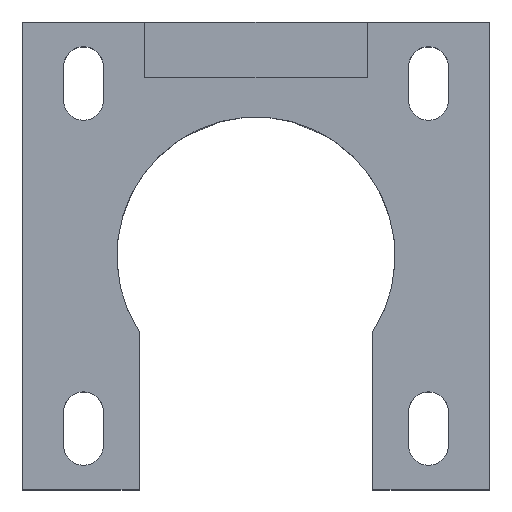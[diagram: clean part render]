
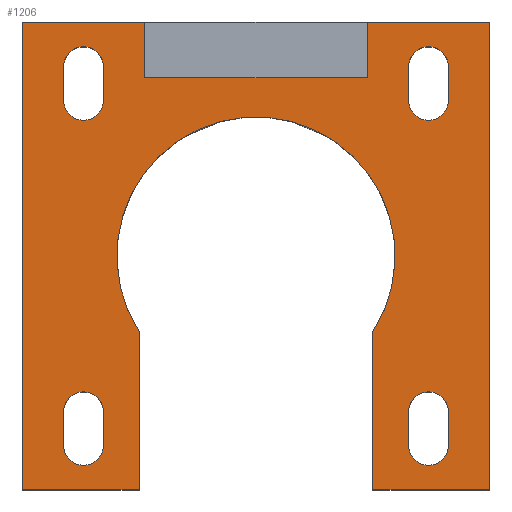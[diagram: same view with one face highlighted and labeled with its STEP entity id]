
A CAD part, top view. The second image highlights one B-rep face of the part: STEP entity #1206.
In plain terms, the highlighted planar face has unit normal (0, 0, 1).
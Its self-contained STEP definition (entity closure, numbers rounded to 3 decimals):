
#23=FACE_BOUND('',#234,.T.);
#24=FACE_BOUND('',#235,.T.);
#25=FACE_BOUND('',#236,.T.);
#26=FACE_BOUND('',#237,.T.);
#76=CIRCLE('',#1286,12.5);
#86=CIRCLE('',#1302,1.8);
#87=CIRCLE('',#1305,1.8);
#88=CIRCLE('',#1308,1.8);
#89=CIRCLE('',#1311,1.8);
#90=CIRCLE('',#1315,1.8);
#91=CIRCLE('',#1318,1.8);
#92=CIRCLE('',#1321,1.8);
#93=CIRCLE('',#1324,1.8);
#161=FACE_OUTER_BOUND('',#233,.T.);
#233=EDGE_LOOP('',(#1076,#1077,#1078,#1079,#1080,#1081,#1082,#1083,#1084,
#1085,#1086,#1087));
#234=EDGE_LOOP('',(#1088,#1089,#1090,#1091));
#235=EDGE_LOOP('',(#1092,#1093,#1094,#1095));
#236=EDGE_LOOP('',(#1096,#1097,#1098,#1099));
#237=EDGE_LOOP('',(#1100,#1101,#1102,#1103));
#238=LINE('',#1663,#362);
#242=LINE('',#1671,#366);
#245=LINE('',#1677,#369);
#304=LINE('',#1973,#428);
#311=LINE('',#1990,#435);
#315=LINE('',#1998,#439);
#320=LINE('',#2007,#444);
#334=LINE('',#2054,#458);
#337=LINE('',#2061,#461);
#340=LINE('',#2070,#464);
#343=LINE('',#2077,#467);
#344=LINE('',#2081,#468);
#348=LINE('',#2090,#472);
#350=LINE('',#2097,#474);
#354=LINE('',#2106,#478);
#356=LINE('',#2112,#480);
#358=LINE('',#2115,#482);
#359=LINE('',#2117,#483);
#361=LINE('',#2120,#485);
#362=VECTOR('',#1333,10.);
#366=VECTOR('',#1339,10.);
#369=VECTOR('',#1344,10.);
#428=VECTOR('',#1511,10.);
#435=VECTOR('',#1528,10.);
#439=VECTOR('',#1536,10.);
#444=VECTOR('',#1543,10.);
#458=VECTOR('',#1581,10.);
#461=VECTOR('',#1590,10.);
#464=VECTOR('',#1599,10.);
#467=VECTOR('',#1608,10.);
#468=VECTOR('',#1611,10.);
#472=VECTOR('',#1621,10.);
#474=VECTOR('',#1629,10.);
#478=VECTOR('',#1639,10.);
#480=VECTOR('',#1647,10.);
#482=VECTOR('',#1651,10.);
#483=VECTOR('',#1652,10.);
#485=VECTOR('',#1656,10.);
#486=VERTEX_POINT('',#1661);
#487=VERTEX_POINT('',#1662);
#490=VERTEX_POINT('',#1670);
#492=VERTEX_POINT('',#1676);
#546=VERTEX_POINT('',#1970);
#547=VERTEX_POINT('',#1972);
#550=VERTEX_POINT('',#1982);
#552=VERTEX_POINT('',#1989);
#554=VERTEX_POINT('',#1997);
#557=VERTEX_POINT('',#2005);
#576=VERTEX_POINT('',#2047);
#577=VERTEX_POINT('',#2048);
#578=VERTEX_POINT('',#2053);
#579=VERTEX_POINT('',#2057);
#580=VERTEX_POINT('',#2063);
#581=VERTEX_POINT('',#2064);
#582=VERTEX_POINT('',#2069);
#583=VERTEX_POINT('',#2073);
#584=VERTEX_POINT('',#2079);
#585=VERTEX_POINT('',#2080);
#586=VERTEX_POINT('',#2085);
#587=VERTEX_POINT('',#2089);
#588=VERTEX_POINT('',#2095);
#589=VERTEX_POINT('',#2096);
#590=VERTEX_POINT('',#2101);
#591=VERTEX_POINT('',#2105);
#592=VERTEX_POINT('',#2111);
#593=VERTEX_POINT('',#2116);
#594=EDGE_CURVE('',#486,#487,#238,.T.);
#598=EDGE_CURVE('',#487,#490,#242,.T.);
#601=EDGE_CURVE('',#492,#486,#245,.T.);
#688=EDGE_CURVE('',#547,#546,#304,.T.);
#693=EDGE_CURVE('',#550,#547,#76,.T.);
#697=EDGE_CURVE('',#552,#550,#311,.T.);
#701=EDGE_CURVE('',#554,#552,#315,.T.);
#706=EDGE_CURVE('',#546,#557,#320,.T.);
#726=EDGE_CURVE('',#576,#577,#86,.T.);
#729=EDGE_CURVE('',#578,#576,#334,.T.);
#731=EDGE_CURVE('',#579,#578,#87,.T.);
#733=EDGE_CURVE('',#577,#579,#337,.T.);
#734=EDGE_CURVE('',#580,#581,#88,.T.);
#737=EDGE_CURVE('',#582,#580,#340,.T.);
#739=EDGE_CURVE('',#583,#582,#89,.T.);
#741=EDGE_CURVE('',#581,#583,#343,.T.);
#742=EDGE_CURVE('',#584,#585,#344,.T.);
#745=EDGE_CURVE('',#586,#584,#90,.T.);
#747=EDGE_CURVE('',#587,#586,#348,.T.);
#749=EDGE_CURVE('',#585,#587,#91,.T.);
#750=EDGE_CURVE('',#588,#589,#350,.T.);
#753=EDGE_CURVE('',#590,#588,#92,.T.);
#755=EDGE_CURVE('',#591,#590,#354,.T.);
#757=EDGE_CURVE('',#589,#591,#93,.T.);
#758=EDGE_CURVE('',#592,#554,#356,.T.);
#760=EDGE_CURVE('',#490,#592,#358,.T.);
#761=EDGE_CURVE('',#593,#492,#359,.T.);
#763=EDGE_CURVE('',#557,#593,#361,.T.);
#1076=ORIENTED_EDGE('',*,*,#598,.T.);
#1077=ORIENTED_EDGE('',*,*,#760,.T.);
#1078=ORIENTED_EDGE('',*,*,#758,.T.);
#1079=ORIENTED_EDGE('',*,*,#701,.T.);
#1080=ORIENTED_EDGE('',*,*,#697,.T.);
#1081=ORIENTED_EDGE('',*,*,#693,.T.);
#1082=ORIENTED_EDGE('',*,*,#688,.T.);
#1083=ORIENTED_EDGE('',*,*,#706,.T.);
#1084=ORIENTED_EDGE('',*,*,#763,.T.);
#1085=ORIENTED_EDGE('',*,*,#761,.T.);
#1086=ORIENTED_EDGE('',*,*,#601,.T.);
#1087=ORIENTED_EDGE('',*,*,#594,.T.);
#1088=ORIENTED_EDGE('',*,*,#726,.T.);
#1089=ORIENTED_EDGE('',*,*,#733,.T.);
#1090=ORIENTED_EDGE('',*,*,#731,.T.);
#1091=ORIENTED_EDGE('',*,*,#729,.T.);
#1092=ORIENTED_EDGE('',*,*,#734,.T.);
#1093=ORIENTED_EDGE('',*,*,#741,.T.);
#1094=ORIENTED_EDGE('',*,*,#739,.T.);
#1095=ORIENTED_EDGE('',*,*,#737,.T.);
#1096=ORIENTED_EDGE('',*,*,#742,.T.);
#1097=ORIENTED_EDGE('',*,*,#749,.T.);
#1098=ORIENTED_EDGE('',*,*,#747,.T.);
#1099=ORIENTED_EDGE('',*,*,#745,.T.);
#1100=ORIENTED_EDGE('',*,*,#750,.T.);
#1101=ORIENTED_EDGE('',*,*,#757,.T.);
#1102=ORIENTED_EDGE('',*,*,#755,.T.);
#1103=ORIENTED_EDGE('',*,*,#753,.T.);
#1142=PLANE('',#1328);
#1206=ADVANCED_FACE('',(#161,#23,#24,#25,#26),#1142,.T.);
#1286=AXIS2_PLACEMENT_3D('',#1983,#1520,#1521);
#1302=AXIS2_PLACEMENT_3D('',#2049,#1575,#1576);
#1305=AXIS2_PLACEMENT_3D('',#2058,#1585,#1586);
#1308=AXIS2_PLACEMENT_3D('',#2065,#1593,#1594);
#1311=AXIS2_PLACEMENT_3D('',#2074,#1603,#1604);
#1315=AXIS2_PLACEMENT_3D('',#2086,#1616,#1617);
#1318=AXIS2_PLACEMENT_3D('',#2093,#1625,#1626);
#1321=AXIS2_PLACEMENT_3D('',#2102,#1634,#1635);
#1324=AXIS2_PLACEMENT_3D('',#2109,#1643,#1644);
#1328=AXIS2_PLACEMENT_3D('',#2121,#1657,#1658);
#1333=DIRECTION('',(-1.,0.,0.));
#1339=DIRECTION('',(0.,1.,0.));
#1344=DIRECTION('',(0.,-1.,0.));
#1511=DIRECTION('',(0.,-1.,0.));
#1520=DIRECTION('center_axis',(0.,0.,-1.));
#1521=DIRECTION('ref_axis',(1.,0.,0.));
#1528=DIRECTION('',(0.,1.,0.));
#1536=DIRECTION('',(1.,0.,0.));
#1543=DIRECTION('',(1.,0.,0.));
#1575=DIRECTION('center_axis',(0.,0.,-1.));
#1576=DIRECTION('ref_axis',(-1.,0.,0.));
#1581=DIRECTION('',(0.,-1.,0.));
#1585=DIRECTION('center_axis',(0.,0.,-1.));
#1586=DIRECTION('ref_axis',(1.,0.,0.));
#1590=DIRECTION('',(0.,1.,0.));
#1593=DIRECTION('center_axis',(0.,0.,-1.));
#1594=DIRECTION('ref_axis',(1.,0.,0.));
#1599=DIRECTION('',(0.,1.,0.));
#1603=DIRECTION('center_axis',(0.,0.,-1.));
#1604=DIRECTION('ref_axis',(-1.,0.,0.));
#1608=DIRECTION('',(0.,-1.,0.));
#1611=DIRECTION('',(0.,1.,0.));
#1616=DIRECTION('center_axis',(0.,0.,-1.));
#1617=DIRECTION('ref_axis',(-1.,0.,0.));
#1621=DIRECTION('',(0.,-1.,0.));
#1625=DIRECTION('center_axis',(0.,0.,-1.));
#1626=DIRECTION('ref_axis',(1.,0.,0.));
#1629=DIRECTION('',(0.,-1.,0.));
#1634=DIRECTION('center_axis',(0.,0.,-1.));
#1635=DIRECTION('ref_axis',(1.,0.,0.));
#1639=DIRECTION('',(0.,1.,0.));
#1643=DIRECTION('center_axis',(0.,0.,-1.));
#1644=DIRECTION('ref_axis',(-1.,0.,0.));
#1647=DIRECTION('',(0.,-1.,0.));
#1651=DIRECTION('',(-1.,0.,0.));
#1652=DIRECTION('',(-1.,0.,0.));
#1656=DIRECTION('',(0.,1.,0.));
#1657=DIRECTION('center_axis',(0.,0.,1.));
#1658=DIRECTION('ref_axis',(1.,0.,0.));
#1661=CARTESIAN_POINT('',(10.,16.,12.));
#1662=CARTESIAN_POINT('',(-10.,16.,12.));
#1663=CARTESIAN_POINT('',(-5.,16.,12.));
#1670=CARTESIAN_POINT('',(-10.,21.,12.));
#1671=CARTESIAN_POINT('',(-10.,10.5,12.));
#1676=CARTESIAN_POINT('',(10.,21.,12.));
#1677=CARTESIAN_POINT('',(10.,8.,12.));
#1970=CARTESIAN_POINT('',(10.5,-21.,12.));
#1972=CARTESIAN_POINT('',(10.5,-6.782,12.));
#1973=CARTESIAN_POINT('',(10.5,-3.391,12.));
#1982=CARTESIAN_POINT('',(-10.5,-6.782,12.));
#1983=CARTESIAN_POINT('Origin',(0.,0.,12.));
#1989=CARTESIAN_POINT('',(-10.5,-21.,12.));
#1990=CARTESIAN_POINT('',(-10.5,-10.5,12.));
#1997=CARTESIAN_POINT('',(-21.,-21.,12.));
#1998=CARTESIAN_POINT('',(-21.,-21.,12.));
#2005=CARTESIAN_POINT('',(21.,-21.,12.));
#2007=CARTESIAN_POINT('',(-21.,-21.,12.));
#2047=CARTESIAN_POINT('',(-13.7,14.,12.));
#2048=CARTESIAN_POINT('',(-17.3,14.,12.));
#2049=CARTESIAN_POINT('Origin',(-15.5,14.,12.));
#2053=CARTESIAN_POINT('',(-13.7,17.,12.));
#2054=CARTESIAN_POINT('',(-13.7,8.5,12.));
#2057=CARTESIAN_POINT('',(-17.3,17.,12.));
#2058=CARTESIAN_POINT('Origin',(-15.5,17.,12.));
#2061=CARTESIAN_POINT('',(-17.3,7.,12.));
#2063=CARTESIAN_POINT('',(-17.3,-14.,12.));
#2064=CARTESIAN_POINT('',(-13.7,-14.,12.));
#2065=CARTESIAN_POINT('Origin',(-15.5,-14.,12.));
#2069=CARTESIAN_POINT('',(-17.3,-17.,12.));
#2070=CARTESIAN_POINT('',(-17.3,-8.5,12.));
#2073=CARTESIAN_POINT('',(-13.7,-17.,12.));
#2074=CARTESIAN_POINT('Origin',(-15.5,-17.,12.));
#2077=CARTESIAN_POINT('',(-13.7,-7.,12.));
#2079=CARTESIAN_POINT('',(13.7,14.,12.));
#2080=CARTESIAN_POINT('',(13.7,17.,12.));
#2081=CARTESIAN_POINT('',(13.7,7.,12.));
#2085=CARTESIAN_POINT('',(17.3,14.,12.));
#2086=CARTESIAN_POINT('Origin',(15.5,14.,12.));
#2089=CARTESIAN_POINT('',(17.3,17.,12.));
#2090=CARTESIAN_POINT('',(17.3,8.5,12.));
#2093=CARTESIAN_POINT('Origin',(15.5,17.,12.));
#2095=CARTESIAN_POINT('',(17.3,-14.,12.));
#2096=CARTESIAN_POINT('',(17.3,-17.,12.));
#2097=CARTESIAN_POINT('',(17.3,-7.,12.));
#2101=CARTESIAN_POINT('',(13.7,-14.,12.));
#2102=CARTESIAN_POINT('Origin',(15.5,-14.,12.));
#2105=CARTESIAN_POINT('',(13.7,-17.,12.));
#2106=CARTESIAN_POINT('',(13.7,-8.5,12.));
#2109=CARTESIAN_POINT('Origin',(15.5,-17.,12.));
#2111=CARTESIAN_POINT('',(-21.,21.,12.));
#2112=CARTESIAN_POINT('',(-21.,21.,12.));
#2115=CARTESIAN_POINT('',(21.,21.,12.));
#2116=CARTESIAN_POINT('',(21.,21.,12.));
#2117=CARTESIAN_POINT('',(21.,21.,12.));
#2120=CARTESIAN_POINT('',(21.,-21.,12.));
#2121=CARTESIAN_POINT('Origin',(0.,0.,12.));
